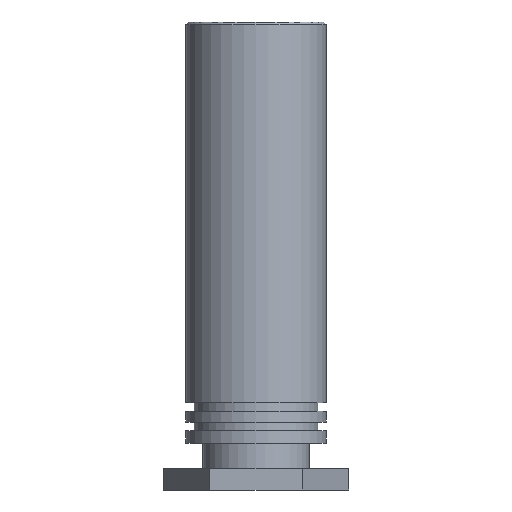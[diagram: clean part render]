
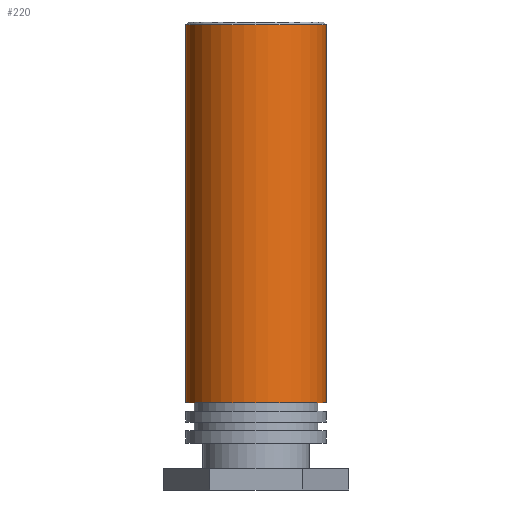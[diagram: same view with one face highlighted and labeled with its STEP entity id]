
A CAD part, front view. The second image highlights one B-rep face of the part: STEP entity #220.
In plain terms, the highlighted cylindrical face has radius 2.1 mm (diameter 4.2 mm), a full revolution.
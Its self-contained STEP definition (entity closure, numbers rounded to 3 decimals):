
#189=CARTESIAN_POINT('',(2.1,0.,13.92));
#190=VERTEX_POINT('',#189);
#191=CARTESIAN_POINT('',(0.0,0.0,13.92));
#192=DIRECTION('',(0.0,0.0,1.0));
#193=DIRECTION('',(-1.0,0.0,0.0));
#194=AXIS2_PLACEMENT_3D('',#191,#192,#193);
#195=CIRCLE('',#194,2.1);
#196=EDGE_CURVE('',#190,#190,#195,.T.);
#201=CARTESIAN_POINT('',(0.0,0.0,0.0));
#202=DIRECTION('',(0.0,0.0,1.0));
#203=DIRECTION('',(-1.0,0.0,0.0));
#204=AXIS2_PLACEMENT_3D('',#201,#202,#203);
#205=CYLINDRICAL_SURFACE('',#204,2.1);
#206=CARTESIAN_POINT('',(0.0,-2.1,2.604));
#207=VERTEX_POINT('',#206);
#208=CARTESIAN_POINT('',(0.0,0.0,2.604));
#209=DIRECTION('',(0.0,0.0,1.0));
#210=DIRECTION('',(-1.0,0.0,0.0));
#211=AXIS2_PLACEMENT_3D('',#208,#209,#210);
#212=CIRCLE('',#211,2.1);
#213=EDGE_CURVE('',#207,#207,#212,.T.);
#214=ORIENTED_EDGE('',*,*,#213,.T.);
#215=EDGE_LOOP('',(#214));
#216=FACE_OUTER_BOUND('',#215,.T.);
#217=ORIENTED_EDGE('',*,*,#196,.F.);
#218=EDGE_LOOP('',(#217));
#219=FACE_BOUND('',#218,.T.);
#220=ADVANCED_FACE('',(#216,#219),#205,.T.);
